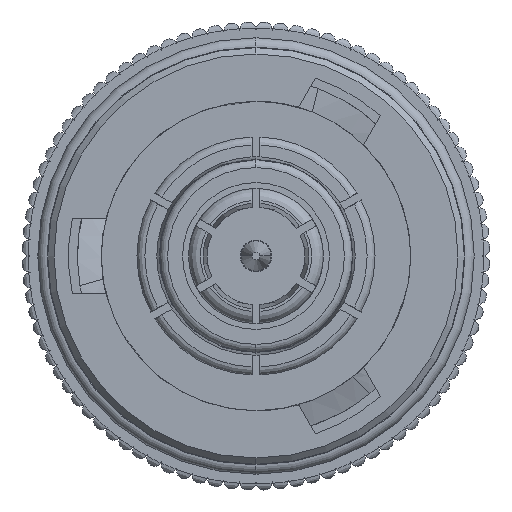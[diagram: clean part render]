
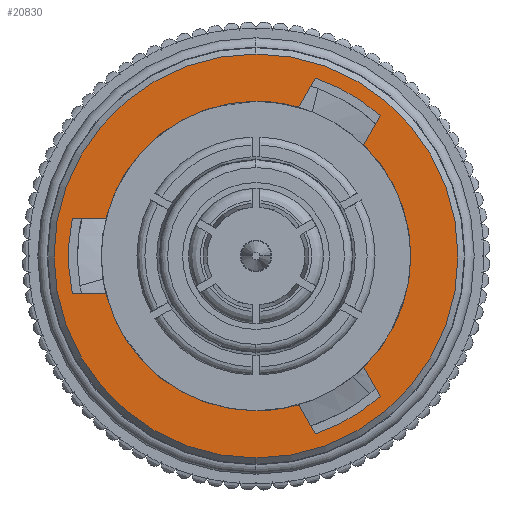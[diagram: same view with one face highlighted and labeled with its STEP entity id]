
A CAD part, left-side view. The second image highlights one B-rep face of the part: STEP entity #20830.
In plain terms, the highlighted face is planar.
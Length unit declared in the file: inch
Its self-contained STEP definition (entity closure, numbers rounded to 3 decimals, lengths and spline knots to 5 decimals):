
#58 = DIRECTION ( 'NONE',  ( 0., 0., 1. ) ) ;
#349 = EDGE_CURVE ( 'NONE', #7075, #12200, #16292, .T. ) ;
#511 = EDGE_CURVE ( 'NONE', #12633, #7225, #18945, .T. ) ;
#758 = VERTEX_POINT ( 'NONE', #9502 ) ;
#1050 = CARTESIAN_POINT ( 'NONE',  ( 0., -0.07456, 0.22414 ) ) ;
#1053 = DIRECTION ( 'NONE',  ( 0., 0., 1. ) ) ;
#1065 = DIRECTION ( 'NONE',  ( 0., 0., 1. ) ) ;
#1120 = ORIENTED_EDGE ( 'NONE', *, *, #22012, .T. ) ;
#1307 = CARTESIAN_POINT ( 'NONE',  ( 0., 0.2314, 0.0475 ) ) ;
#1777 = ORIENTED_EDGE ( 'NONE', *, *, #18878, .F. ) ;
#1799 = DIRECTION ( 'NONE',  ( 0., 0., 1. ) ) ;
#1901 = VERTEX_POINT ( 'NONE', #24186 ) ;
#2109 = VECTOR ( 'NONE', #25335, 39.37008 ) ;
#2287 = EDGE_CURVE ( 'NONE', #758, #3602, #8767, .T. ) ;
#2414 = VECTOR ( 'NONE', #21091, 39.37008 ) ;
#2586 = DIRECTION ( 'NONE',  ( 0., 0., 1. ) ) ;
#2746 = DIRECTION ( 'NONE',  ( -1., 0., 0. ) ) ;
#2832 = ORIENTED_EDGE ( 'NONE', *, *, #6926, .T. ) ;
#2870 = LINE ( 'NONE', #17088, #2109 ) ;
#3172 = AXIS2_PLACEMENT_3D ( 'NONE', #17924, #26032, #7784 ) ;
#3602 = VERTEX_POINT ( 'NONE', #4937 ) ;
#3712 = AXIS2_PLACEMENT_3D ( 'NONE', #5641, #13732, #1799 ) ;
#4334 = VERTEX_POINT ( 'NONE', #7737 ) ;
#4439 = AXIS2_PLACEMENT_3D ( 'NONE', #19083, #12088, #20240 ) ;
#4458 = CARTESIAN_POINT ( 'NONE',  ( 0., -0.07456, -0.22414 ) ) ;
#4528 = DIRECTION ( 'NONE',  ( -1., 0., 0. ) ) ;
#4553 = FACE_OUTER_BOUND ( 'NONE', #19307, .T. ) ;
#4609 = DIRECTION ( 'NONE',  ( 0., -0.5, 0.866 ) ) ;
#4644 = CIRCLE ( 'NONE', #20736, 0.23622 ) ;
#4669 = DIRECTION ( 'NONE',  ( 0., 0., 1. ) ) ;
#4687 = ORIENTED_EDGE ( 'NONE', *, *, #349, .F. ) ;
#4732 = LINE ( 'NONE', #12824, #21181 ) ;
#4879 = DIRECTION ( 'NONE',  ( 1., 0., 0. ) ) ;
#4937 = CARTESIAN_POINT ( 'NONE',  ( 0., 0.18913, 0.0475 ) ) ;
#5155 = ORIENTED_EDGE ( 'NONE', *, *, #7838, .F. ) ;
#5452 = AXIS2_PLACEMENT_3D ( 'NONE', #8952, #17615, #25469 ) ;
#5641 = CARTESIAN_POINT ( 'NONE',  ( 0., 0., 0. ) ) ;
#5647 = CARTESIAN_POINT ( 'NONE',  ( 0., 0.18913, -0.0475 ) ) ;
#5837 = CARTESIAN_POINT ( 'NONE',  ( 0., -0.05343, 0.18754 ) ) ;
#6192 = EDGE_CURVE ( 'NONE', #22430, #11766, #6342, .T. ) ;
#6331 = VECTOR ( 'NONE', #14711, 39.37008 ) ;
#6342 = CIRCLE ( 'NONE', #16534, 0.23622 ) ;
#6602 = LINE ( 'NONE', #16583, #6331 ) ;
#6701 = EDGE_CURVE ( 'NONE', #11766, #3602, #19517, .T. ) ;
#6926 = EDGE_CURVE ( 'NONE', #9459, #4334, #19301, .T. ) ;
#7068 = CARTESIAN_POINT ( 'NONE',  ( 0., 0., 0. ) ) ;
#7075 = VERTEX_POINT ( 'NONE', #14747 ) ;
#7225 = VERTEX_POINT ( 'NONE', #17016 ) ;
#7565 = CIRCLE ( 'NONE', #22477, 0.195 ) ;
#7737 = CARTESIAN_POINT ( 'NONE',  ( 0., 0., -0.195 ) ) ;
#7784 = DIRECTION ( 'NONE',  ( 0., 0., 1. ) ) ;
#7838 = EDGE_CURVE ( 'NONE', #7225, #7075, #24394, .T. ) ;
#8466 = CARTESIAN_POINT ( 'NONE',  ( 0., 0., 0. ) ) ;
#8767 = CIRCLE ( 'NONE', #3712, 0.195 ) ;
#8790 = CARTESIAN_POINT ( 'NONE',  ( 0., 0.195, 0. ) ) ;
#8952 = CARTESIAN_POINT ( 'NONE',  ( 0., 0., 0. ) ) ;
#8974 = EDGE_CURVE ( 'NONE', #25496, #18247, #4644, .T. ) ;
#9064 = CARTESIAN_POINT ( 'NONE',  ( 0., -0.15683, 0.17664 ) ) ;
#9373 = DIRECTION ( 'NONE',  ( 0., -1., 0. ) ) ;
#9438 = EDGE_CURVE ( 'NONE', #12868, #25496, #4732, .T. ) ;
#9459 = VERTEX_POINT ( 'NONE', #5647 ) ;
#9502 = CARTESIAN_POINT ( 'NONE',  ( 0., 0., 0.195 ) ) ;
#10316 = ORIENTED_EDGE ( 'NONE', *, *, #17722, .F. ) ;
#10499 = AXIS2_PLACEMENT_3D ( 'NONE', #8790, #20813, #2586 ) ;
#10606 = CARTESIAN_POINT ( 'NONE',  ( 0., 0., 0. ) ) ;
#10938 = ORIENTED_EDGE ( 'NONE', *, *, #6192, .F. ) ;
#10961 = DIRECTION ( 'NONE',  ( 0., 0., 1. ) ) ;
#11166 = AXIS2_PLACEMENT_3D ( 'NONE', #7068, #15057, #11465 ) ;
#11283 = ORIENTED_EDGE ( 'NONE', *, *, #13310, .F. ) ;
#11465 = DIRECTION ( 'NONE',  ( 0., 0., 1. ) ) ;
#11766 = VERTEX_POINT ( 'NONE', #18246 ) ;
#12024 = ORIENTED_EDGE ( 'NONE', *, *, #16893, .T. ) ;
#12088 = DIRECTION ( 'NONE',  ( -1., 0., 0. ) ) ;
#12200 = VERTEX_POINT ( 'NONE', #15936 ) ;
#12633 = VERTEX_POINT ( 'NONE', #18885 ) ;
#12662 = PLANE ( 'NONE',  #10499 ) ;
#12824 = CARTESIAN_POINT ( 'NONE',  ( 0., -0.07456, 0.22414 ) ) ;
#12868 = VERTEX_POINT ( 'NONE', #5837 ) ;
#13310 = EDGE_CURVE ( 'NONE', #20926, #15887, #22319, .T. ) ;
#13311 = VECTOR ( 'NONE', #9373, 39.37008 ) ;
#13732 = DIRECTION ( 'NONE',  ( -1., 0., 0. ) ) ;
#13934 = ORIENTED_EDGE ( 'NONE', *, *, #16837, .T. ) ;
#14079 = ORIENTED_EDGE ( 'NONE', *, *, #9438, .F. ) ;
#14291 = DIRECTION ( 'NONE',  ( 0., 0.5, 0.866 ) ) ;
#14711 = DIRECTION ( 'NONE',  ( 0., 0.5, -0.866 ) ) ;
#14747 = CARTESIAN_POINT ( 'NONE',  ( 0., -0.07456, -0.22414 ) ) ;
#15026 = CARTESIAN_POINT ( 'NONE',  ( 0., 0.2314, -0.0475 ) ) ;
#15057 = DIRECTION ( 'NONE',  ( 1., 0., 0. ) ) ;
#15143 = CARTESIAN_POINT ( 'NONE',  ( 0., 0., 0.2545 ) ) ;
#15386 = EDGE_CURVE ( 'NONE', #15887, #20926, #26270, .T. ) ;
#15887 = VERTEX_POINT ( 'NONE', #15143 ) ;
#15928 = CIRCLE ( 'NONE', #17193, 0.195 ) ;
#15936 = CARTESIAN_POINT ( 'NONE',  ( 0., -0.05343, -0.18754 ) ) ;
#16292 = LINE ( 'NONE', #4458, #21312 ) ;
#16534 = AXIS2_PLACEMENT_3D ( 'NONE', #18870, #19266, #1065 ) ;
#16546 = ORIENTED_EDGE ( 'NONE', *, *, #15386, .F. ) ;
#16583 = CARTESIAN_POINT ( 'NONE',  ( 0., -0.15683, 0.17664 ) ) ;
#16781 = FACE_BOUND ( 'NONE', #24127, .T. ) ;
#16837 = EDGE_CURVE ( 'NONE', #12633, #1901, #25854, .T. ) ;
#16893 = EDGE_CURVE ( 'NONE', #4334, #12200, #7565, .T. ) ;
#16950 = ORIENTED_EDGE ( 'NONE', *, *, #8974, .F. ) ;
#17016 = CARTESIAN_POINT ( 'NONE',  ( 0., -0.15683, -0.17664 ) ) ;
#17088 = CARTESIAN_POINT ( 'NONE',  ( 0., 0.2314, -0.0475 ) ) ;
#17193 = AXIS2_PLACEMENT_3D ( 'NONE', #8466, #2746, #10961 ) ;
#17615 = DIRECTION ( 'NONE',  ( -1., 0., 0. ) ) ;
#17722 = EDGE_CURVE ( 'NONE', #9459, #22430, #2870, .T. ) ;
#17924 = CARTESIAN_POINT ( 'NONE',  ( 0., 0., 0. ) ) ;
#18194 = AXIS2_PLACEMENT_3D ( 'NONE', #24377, #24259, #58 ) ;
#18246 = CARTESIAN_POINT ( 'NONE',  ( 0., 0.2314, 0.0475 ) ) ;
#18247 = VERTEX_POINT ( 'NONE', #9064 ) ;
#18870 = CARTESIAN_POINT ( 'NONE',  ( 0., 0., 0. ) ) ;
#18878 = EDGE_CURVE ( 'NONE', #18247, #1901, #6602, .T. ) ;
#18885 = CARTESIAN_POINT ( 'NONE',  ( 0., -0.1357, -0.14004 ) ) ;
#18945 = LINE ( 'NONE', #22980, #2414 ) ;
#19083 = CARTESIAN_POINT ( 'NONE',  ( 0., 0., 0. ) ) ;
#19266 = DIRECTION ( 'NONE',  ( 1., 0., 0. ) ) ;
#19301 = CIRCLE ( 'NONE', #4439, 0.195 ) ;
#19307 = EDGE_LOOP ( 'NONE', ( #16546, #11283 ) ) ;
#19517 = LINE ( 'NONE', #1307, #13311 ) ;
#19903 = ORIENTED_EDGE ( 'NONE', *, *, #6701, .F. ) ;
#20240 = DIRECTION ( 'NONE',  ( 0., 0., 1. ) ) ;
#20736 = AXIS2_PLACEMENT_3D ( 'NONE', #10606, #4879, #1053 ) ;
#20813 = DIRECTION ( 'NONE',  ( -1., 0., 0. ) ) ;
#20830 = ADVANCED_FACE ( 'NONE', ( #4553, #16781 ), #12662, .F. ) ;
#20926 = VERTEX_POINT ( 'NONE', #25294 ) ;
#21091 = DIRECTION ( 'NONE',  ( 0., -0.5, -0.866 ) ) ;
#21181 = VECTOR ( 'NONE', #4609, 39.37008 ) ;
#21312 = VECTOR ( 'NONE', #14291, 39.37008 ) ;
#22012 = EDGE_CURVE ( 'NONE', #12868, #758, #15928, .T. ) ;
#22319 = CIRCLE ( 'NONE', #3172, 0.2545 ) ;
#22430 = VERTEX_POINT ( 'NONE', #15026 ) ;
#22477 = AXIS2_PLACEMENT_3D ( 'NONE', #24876, #4528, #4669 ) ;
#22535 = ORIENTED_EDGE ( 'NONE', *, *, #2287, .T. ) ;
#22980 = CARTESIAN_POINT ( 'NONE',  ( 0., -0.15683, -0.17664 ) ) ;
#24127 = EDGE_LOOP ( 'NONE', ( #2832, #12024, #4687, #5155, #25037, #13934, #1777, #16950, #14079, #1120, #22535, #19903, #10938, #10316 ) ) ;
#24186 = CARTESIAN_POINT ( 'NONE',  ( 0., -0.1357, 0.14004 ) ) ;
#24259 = DIRECTION ( 'NONE',  ( -1., 0., 0. ) ) ;
#24377 = CARTESIAN_POINT ( 'NONE',  ( 0., 0., 0. ) ) ;
#24394 = CIRCLE ( 'NONE', #11166, 0.23622 ) ;
#24876 = CARTESIAN_POINT ( 'NONE',  ( 0., 0., 0. ) ) ;
#25037 = ORIENTED_EDGE ( 'NONE', *, *, #511, .F. ) ;
#25294 = CARTESIAN_POINT ( 'NONE',  ( 0., 0., -0.2545 ) ) ;
#25335 = DIRECTION ( 'NONE',  ( 0., 1., 0. ) ) ;
#25469 = DIRECTION ( 'NONE',  ( 0., 0., 1. ) ) ;
#25496 = VERTEX_POINT ( 'NONE', #1050 ) ;
#25854 = CIRCLE ( 'NONE', #18194, 0.195 ) ;
#26032 = DIRECTION ( 'NONE',  ( -1., 0., 0. ) ) ;
#26270 = CIRCLE ( 'NONE', #5452, 0.2545 ) ;
